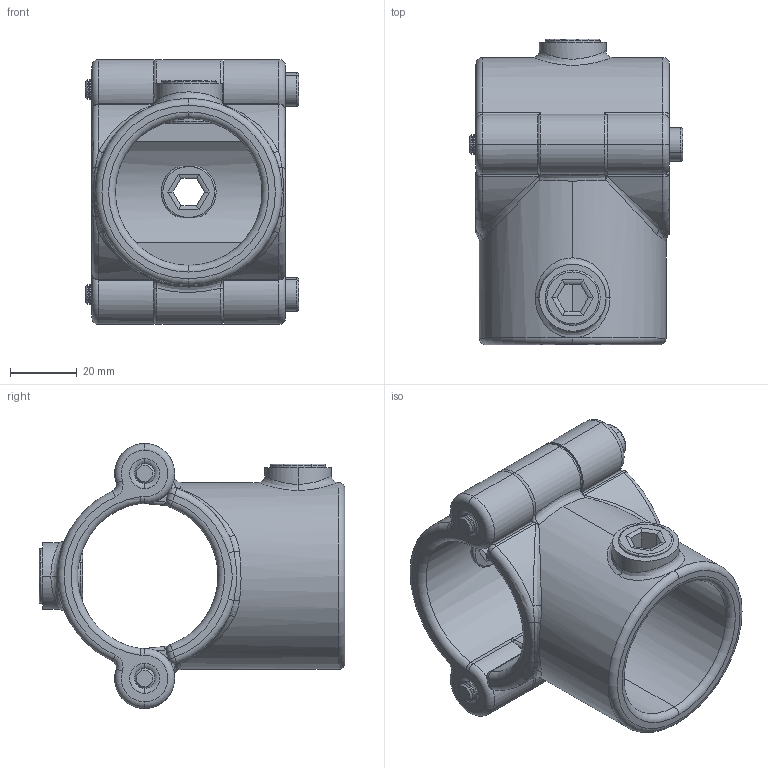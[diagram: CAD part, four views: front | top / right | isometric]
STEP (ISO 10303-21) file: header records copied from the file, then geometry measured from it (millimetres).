
FILE_DESCRIPTION (( 'STEP AP203' ), '1' );
FILE_NAME ('136-C42.step', '2015-09-17T16:19:33', ( '' ), ( '' ), 'SwSTEP 2.0', 'SolidWorks 2015', '' );
FILE_SCHEMA (( 'CONFIG_CONTROL_DESIGN' ));
Length unit declared in the file: millimetre
Products named in the file (5): socket thin pilot cap screw_din_DIN 6912 - M6 x 60 --- 18S; 136-C42; 136-C42 Teil1; 136-C42 Teil2; 136-C42 Teil3
Assembly tree (6 placements, depth 2):
  136-C42
    136-C42 Teil1
    136-C42 Teil2
    136-C42 Teil3  x2
    socket thin pilot cap screw_din_DIN 6912 - M6 x 60 --- 18S  x2
Bounding box: 64 x 91.59 x 79.4 mm (x, y, z)
Volume: 104261.1 mm3; surface area: 43500.6 mm2
Topology: 6 solids, 6 shells, 531 faces, 1313 edges, 790 vertices
Faces by surface type: cylinder 184, cone 156, torus 82, plane 71, bspline 28, sphere 10
Entity records: 13737 total; most frequent: CARTESIAN_POINT 4549, DIRECTION 1942, ORIENTED_EDGE 1786, EDGE_CURVE 893, AXIS2_PLACEMENT_3D 832, VERTEX_POINT 537, CIRCLE 485, EDGE_LOOP 388
